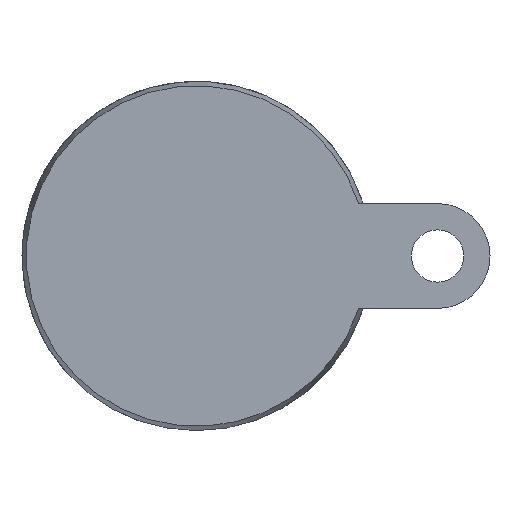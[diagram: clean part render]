
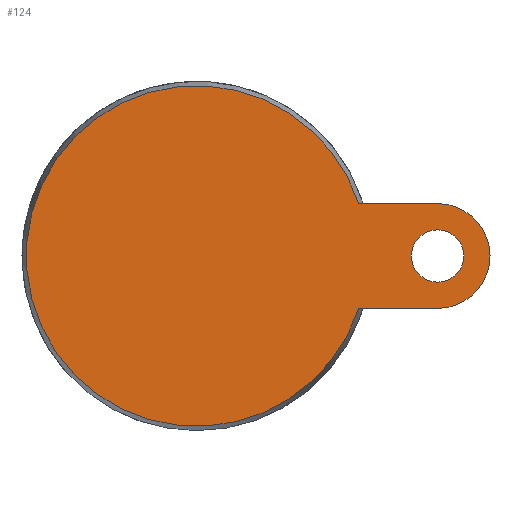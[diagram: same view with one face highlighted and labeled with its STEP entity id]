
A CAD part, front view. The second image highlights one B-rep face of the part: STEP entity #124.
In plain terms, the highlighted planar face has unit normal (0, -1, 0).
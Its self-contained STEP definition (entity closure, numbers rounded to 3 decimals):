
#124 = ADVANCED_FACE( '', ( #271, #272 ), #273, .F. );
#271 = FACE_BOUND( '', #444, .T. );
#272 = FACE_OUTER_BOUND( '', #445, .T. );
#273 = PLANE( '', #446 );
#444 = EDGE_LOOP( '', ( #759 ) );
#445 = EDGE_LOOP( '', ( #760, #761, #762, #763 ) );
#446 = AXIS2_PLACEMENT_3D( '', #764, #765, #766 );
#759 = ORIENTED_EDGE( '', *, *, #1050, .T. );
#760 = ORIENTED_EDGE( '', *, *, #1051, .F. );
#761 = ORIENTED_EDGE( '', *, *, #990, .T. );
#762 = ORIENTED_EDGE( '', *, *, #977, .F. );
#763 = ORIENTED_EDGE( '', *, *, #1031, .F. );
#764 = CARTESIAN_POINT( '', ( 48.75, 0., 0. ) );
#765 = DIRECTION( '', ( 0., 1., 0. ) );
#766 = DIRECTION( '', ( 0., 0., 1. ) );
#977 = EDGE_CURVE( '', #1139, #1140, #1141, .T. );
#990 = EDGE_CURVE( '', #1160, #1140, #1163, .T. );
#1031 = EDGE_CURVE( '', #1224, #1139, #1225, .T. );
#1050 = EDGE_CURVE( '', #1249, #1249, #1250, .T. );
#1051 = EDGE_CURVE( '', #1160, #1224, #1251, .T. );
#1139 = VERTEX_POINT( '', #1387 );
#1140 = VERTEX_POINT( '', #1388 );
#1141 = LINE( '', #1389, #1390 );
#1160 = VERTEX_POINT( '', #1419 );
#1163 = CIRCLE( '', #1425, 48.75 );
#1224 = VERTEX_POINT( '', #1528 );
#1225 = CIRCLE( '', #1529, 15. );
#1249 = VERTEX_POINT( '', #1582 );
#1250 = CIRCLE( '', #1583, 7.5 );
#1251 = LINE( '', #1584, #1585 );
#1387 = CARTESIAN_POINT( '', ( 69., 0., -15. ) );
#1388 = CARTESIAN_POINT( '', ( 46.385, 0., -15. ) );
#1389 = CARTESIAN_POINT( '', ( 69., 0., -15. ) );
#1390 = VECTOR( '', #1727, 1000. );
#1419 = CARTESIAN_POINT( '', ( 46.385, 0., 15. ) );
#1425 = AXIS2_PLACEMENT_3D( '', #1738, #1739, #1740 );
#1528 = CARTESIAN_POINT( '', ( 69., 0., 15. ) );
#1529 = AXIS2_PLACEMENT_3D( '', #1784, #1785, #1786 );
#1582 = CARTESIAN_POINT( '', ( 76.5, 0., 0. ) );
#1583 = AXIS2_PLACEMENT_3D( '', #1801, #1802, #1803 );
#1584 = CARTESIAN_POINT( '', ( 0., 0., 15. ) );
#1585 = VECTOR( '', #1804, 1000. );
#1727 = DIRECTION( '', ( -1., 0., 0. ) );
#1738 = CARTESIAN_POINT( '', ( 0., 0., 0. ) );
#1739 = DIRECTION( '', ( 0., -1., 0. ) );
#1740 = DIRECTION( '', ( 0., 0., -1. ) );
#1784 = CARTESIAN_POINT( '', ( 69., 0., 0. ) );
#1785 = DIRECTION( '', ( 0., 1., 0. ) );
#1786 = DIRECTION( '', ( 1., 0., 0. ) );
#1801 = CARTESIAN_POINT( '', ( 69., 0., 0. ) );
#1802 = DIRECTION( '', ( 0., 1., 0. ) );
#1803 = DIRECTION( '', ( 1., 0., 0. ) );
#1804 = DIRECTION( '', ( 1., 0., 0. ) );
